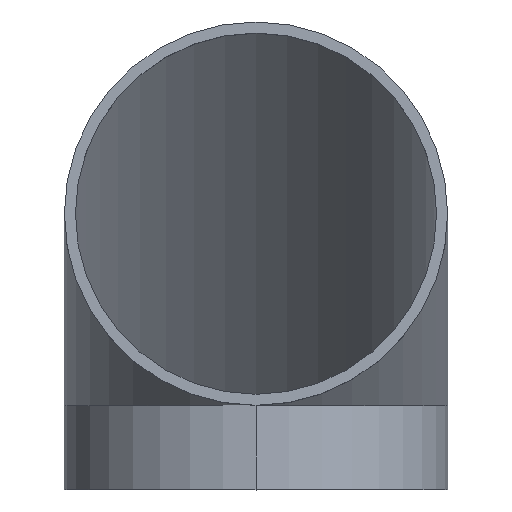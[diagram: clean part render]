
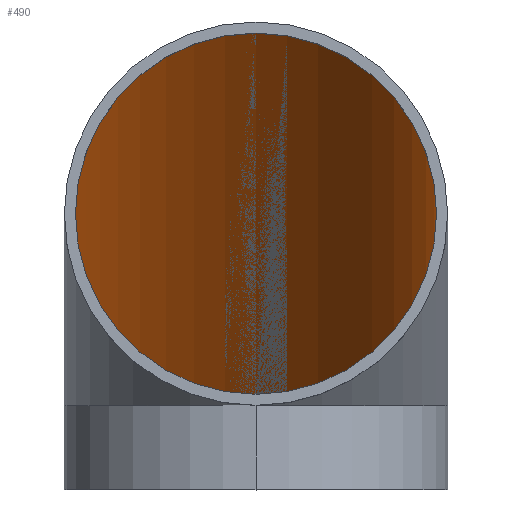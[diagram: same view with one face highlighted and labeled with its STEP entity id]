
A CAD part, top view. The second image highlights one B-rep face of the part: STEP entity #490.
In plain terms, the highlighted toroidal (fillet/blend) face has major radius 161.55 mm and minor radius 161.55 mm.
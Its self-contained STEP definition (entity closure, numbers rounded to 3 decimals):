
#12 = DIRECTION ( 'NONE',  ( 0., 1., 0. ) ) ;
#15 = AXIS2_PLACEMENT_3D ( 'NONE', #443, #170, #286 ) ;
#35 = VERTEX_POINT ( 'NONE', #312 ) ;
#36 = DIRECTION ( 'NONE',  ( -1., 0., 0. ) ) ;
#71 = AXIS2_PLACEMENT_3D ( 'NONE', #389, #240, #430 ) ;
#77 = CIRCLE ( 'NONE', #408, 161.55 ) ;
#78 = DIRECTION ( 'NONE',  ( 0., -1., 0. ) ) ;
#110 = DIRECTION ( 'NONE',  ( 0., 0., -1. ) ) ;
#117 = DIRECTION ( 'NONE',  ( 0., 0., 1. ) ) ;
#134 = ORIENTED_EDGE ( 'NONE', *, *, #481, .F. ) ;
#149 = ORIENTED_EDGE ( 'NONE', *, *, #160, .F. ) ;
#159 = FACE_OUTER_BOUND ( 'NONE', #412, .T. ) ;
#160 = EDGE_CURVE ( 'NONE', #221, #444, #292, .T. ) ;
#170 = DIRECTION ( 'NONE',  ( 0., 0., -1. ) ) ;
#173 = CARTESIAN_POINT ( 'NONE',  ( -161.55, 117.455, 126.245 ) ) ;
#174 = EDGE_CURVE ( 'NONE', #444, #35, #275, .T. ) ;
#194 = AXIS2_PLACEMENT_3D ( 'NONE', #431, #36, #117 ) ;
#221 = VERTEX_POINT ( 'NONE', #173 ) ;
#236 = CIRCLE ( 'NONE', #400, 161.55 ) ;
#240 = DIRECTION ( 'NONE',  ( 0., -1., 0. ) ) ;
#245 = DIRECTION ( 'NONE',  ( 0., 0., -1. ) ) ;
#258 = CIRCLE ( 'NONE', #71, 161.55 ) ;
#262 = EDGE_CURVE ( 'NONE', #288, #35, #77, .T. ) ;
#269 = CARTESIAN_POINT ( 'NONE',  ( 0., -44.095, -196.855 ) ) ;
#275 = CIRCLE ( 'NONE', #15, 161.55 ) ;
#280 = CARTESIAN_POINT ( 'NONE',  ( 161.55, 117.455, 126.245 ) ) ;
#282 = DIRECTION ( 'NONE',  ( 0., 1., 0. ) ) ;
#284 = CARTESIAN_POINT ( 'NONE',  ( 0., 117.455, 126.245 ) ) ;
#286 = DIRECTION ( 'NONE',  ( 0., 1., 0. ) ) ;
#288 = VERTEX_POINT ( 'NONE', #269 ) ;
#292 = CIRCLE ( 'NONE', #332, 161.55 ) ;
#305 = ORIENTED_EDGE ( 'NONE', *, *, #262, .T. ) ;
#312 = CARTESIAN_POINT ( 'NONE',  ( 0., -44.095, 126.245 ) ) ;
#329 = ORIENTED_EDGE ( 'NONE', *, *, #174, .F. ) ;
#332 = AXIS2_PLACEMENT_3D ( 'NONE', #425, #479, #12 ) ;
#389 = CARTESIAN_POINT ( 'NONE',  ( 0., -44.095, -35.305 ) ) ;
#400 = AXIS2_PLACEMENT_3D ( 'NONE', #284, #110, #282 ) ;
#408 = AXIS2_PLACEMENT_3D ( 'NONE', #477, #78, #245 ) ;
#412 = EDGE_LOOP ( 'NONE', ( #441, #305, #329, #149, #134 ) ) ;
#425 = CARTESIAN_POINT ( 'NONE',  ( 0., 117.455, 126.245 ) ) ;
#430 = DIRECTION ( 'NONE',  ( 0., 0., -1. ) ) ;
#431 = CARTESIAN_POINT ( 'NONE',  ( 0., -44.095, 126.245 ) ) ;
#441 = ORIENTED_EDGE ( 'NONE', *, *, #442, .T. ) ;
#442 = EDGE_CURVE ( 'NONE', #35, #288, #258, .T. ) ;
#443 = CARTESIAN_POINT ( 'NONE',  ( 0., 117.455, 126.245 ) ) ;
#444 = VERTEX_POINT ( 'NONE', #280 ) ;
#477 = CARTESIAN_POINT ( 'NONE',  ( 0., -44.095, -35.305 ) ) ;
#479 = DIRECTION ( 'NONE',  ( 0., 0., -1. ) ) ;
#481 = EDGE_CURVE ( 'NONE', #35, #221, #236, .T. ) ;
#490 = ADVANCED_FACE ( 'NONE', ( #159 ), #493, .F. ) ;
#493 = TOROIDAL_SURFACE ( 'NONE', #194, 161.55, 161.55 ) ;
